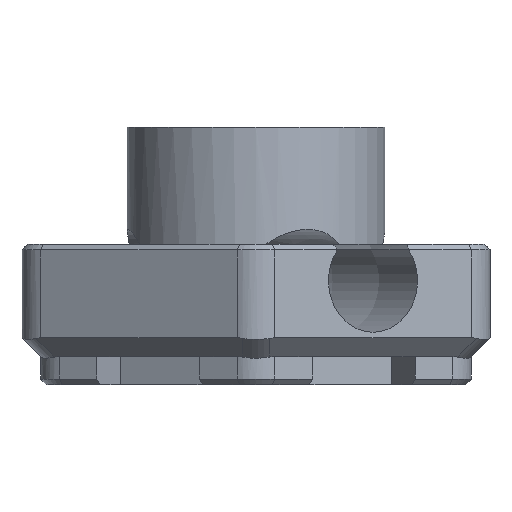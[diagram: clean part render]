
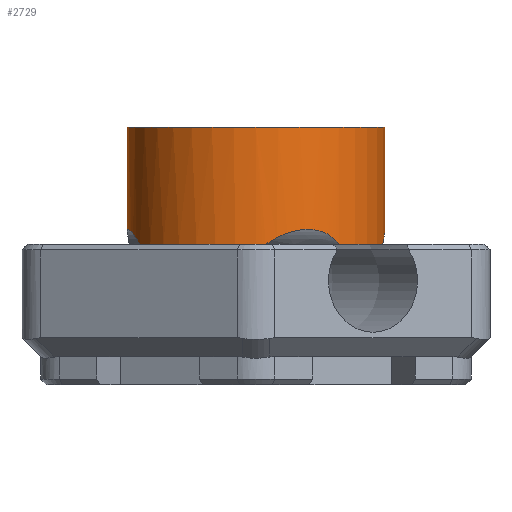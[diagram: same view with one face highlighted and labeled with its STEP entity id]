
A CAD part, left-side view. The second image highlights one B-rep face of the part: STEP entity #2729.
In plain terms, the highlighted cylindrical face has radius 13.75 mm (diameter 27.5 mm), a full revolution.
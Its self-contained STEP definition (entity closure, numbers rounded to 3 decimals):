
#119=LINE('',#4078,#422);
#422=VECTOR('',#3234,13.75);
#725=CYLINDRICAL_SURFACE('',#2959,13.75);
#868=FACE_OUTER_BOUND('',#1029,.T.);
#1029=EDGE_LOOP('',(#1921,#1922,#1923,#1924,#1925,#1926,#1927,#1928,#1929,
#1930,#1931,#1932));
#1194=CIRCLE('',#2956,13.75);
#1196=CIRCLE('',#2958,13.75);
#1197=CIRCLE('',#2960,13.75);
#1198=CIRCLE('',#2961,13.75);
#1199=CIRCLE('',#2962,13.75);
#1200=CIRCLE('',#2963,13.75);
#1238=B_SPLINE_CURVE_WITH_KNOTS('',3,(#4044,#4045,#4046,#4047,#4048,#4049,
#4050,#4051,#4052,#4053),.UNSPECIFIED.,.F.,.F.,(4,2,2,2,4),(0.,
0.21,0.418,0.646,0.948),
 .UNSPECIFIED.);
#1239=B_SPLINE_CURVE_WITH_KNOTS('',3,(#4057,#4058,#4059,#4060,#4061,#4062,
#4063,#4064,#4065,#4066),.UNSPECIFIED.,.F.,.F.,(4,2,2,2,4),(0.,
0.297,0.524,0.708,0.888),
 .UNSPECIFIED.);
#1240=B_SPLINE_CURVE_WITH_KNOTS('',3,(#4081,#4082,#4083,#4084,#4085,#4086,
#4087,#4088,#4089,#4090),.UNSPECIFIED.,.F.,.F.,(4,2,2,2,4),(0.,0.297,
0.524,0.708,0.888),.UNSPECIFIED.);
#1241=B_SPLINE_CURVE_WITH_KNOTS('',3,(#4093,#4094,#4095,#4096,#4097,#4098,
#4099,#4100,#4101,#4102),.UNSPECIFIED.,.F.,.F.,(4,2,2,2,4),(0.,0.21,
0.418,0.646,0.948),.UNSPECIFIED.);
#1250=VERTEX_POINT('',#4042);
#1251=VERTEX_POINT('',#4043);
#1252=VERTEX_POINT('',#4054);
#1253=VERTEX_POINT('',#4056);
#1254=VERTEX_POINT('',#4069);
#1255=VERTEX_POINT('',#4071);
#1256=VERTEX_POINT('',#4075);
#1257=VERTEX_POINT('',#4077);
#1258=VERTEX_POINT('',#4079);
#1259=VERTEX_POINT('',#4092);
#1508=EDGE_CURVE('',#1250,#1251,#1238,.T.);
#1510=EDGE_CURVE('',#1253,#1252,#1239,.T.);
#1512=EDGE_CURVE('',#1254,#1250,#1194,.T.);
#1514=EDGE_CURVE('',#1252,#1255,#1196,.T.);
#1515=EDGE_CURVE('',#1256,#1256,#1197,.T.);
#1516=EDGE_CURVE('',#1256,#1257,#119,.T.);
#1517=EDGE_CURVE('',#1257,#1258,#1198,.T.);
#1518=EDGE_CURVE('',#1258,#1254,#1240,.T.);
#1519=EDGE_CURVE('',#1251,#1253,#1199,.T.);
#1520=EDGE_CURVE('',#1255,#1259,#1241,.T.);
#1521=EDGE_CURVE('',#1259,#1257,#1200,.T.);
#1921=ORIENTED_EDGE('',*,*,#1515,.F.);
#1922=ORIENTED_EDGE('',*,*,#1516,.T.);
#1923=ORIENTED_EDGE('',*,*,#1517,.T.);
#1924=ORIENTED_EDGE('',*,*,#1518,.T.);
#1925=ORIENTED_EDGE('',*,*,#1512,.T.);
#1926=ORIENTED_EDGE('',*,*,#1508,.T.);
#1927=ORIENTED_EDGE('',*,*,#1519,.T.);
#1928=ORIENTED_EDGE('',*,*,#1510,.T.);
#1929=ORIENTED_EDGE('',*,*,#1514,.T.);
#1930=ORIENTED_EDGE('',*,*,#1520,.T.);
#1931=ORIENTED_EDGE('',*,*,#1521,.T.);
#1932=ORIENTED_EDGE('',*,*,#1516,.F.);
#2729=ADVANCED_FACE('',(#868),#725,.T.);
#2956=AXIS2_PLACEMENT_3D('',#4070,#3224,#3225);
#2958=AXIS2_PLACEMENT_3D('',#4073,#3228,#3229);
#2959=AXIS2_PLACEMENT_3D('',#4074,#3230,#3231);
#2960=AXIS2_PLACEMENT_3D('',#4076,#3232,#3233);
#2961=AXIS2_PLACEMENT_3D('',#4080,#3235,#3236);
#2962=AXIS2_PLACEMENT_3D('',#4091,#3237,#3238);
#2963=AXIS2_PLACEMENT_3D('',#4103,#3239,#3240);
#3224=DIRECTION('center_axis',(0.,0.,1.));
#3225=DIRECTION('ref_axis',(1.,0.,0.));
#3228=DIRECTION('center_axis',(0.,0.,1.));
#3229=DIRECTION('ref_axis',(1.,0.,0.));
#3230=DIRECTION('center_axis',(0.,0.,1.));
#3231=DIRECTION('ref_axis',(1.,0.,0.));
#3232=DIRECTION('center_axis',(0.,0.,1.));
#3233=DIRECTION('ref_axis',(1.,0.,0.));
#3234=DIRECTION('',(0.,0.,-1.));
#3235=DIRECTION('center_axis',(0.,0.,1.));
#3236=DIRECTION('ref_axis',(1.,0.,0.));
#3237=DIRECTION('center_axis',(0.,0.,1.));
#3238=DIRECTION('ref_axis',(1.,0.,0.));
#3239=DIRECTION('center_axis',(0.,0.,1.));
#3240=DIRECTION('ref_axis',(1.,0.,0.));
#4042=CARTESIAN_POINT('',(-2.462,-13.528,10.));
#4043=CARTESIAN_POINT('',(5.947,-12.398,10.));
#4044=CARTESIAN_POINT('Ctrl Pts',(-2.462,-13.528,10.));
#4045=CARTESIAN_POINT('Ctrl Pts',(-1.973,-13.617,10.493));
#4046=CARTESIAN_POINT('Ctrl Pts',(-1.392,-13.695,10.884));
#4047=CARTESIAN_POINT('Ctrl Pts',(-0.108,-13.764,
11.425));
#4048=CARTESIAN_POINT('Ctrl Pts',(0.571,-13.756,11.568));
#4049=CARTESIAN_POINT('Ctrl Pts',(2.021,-13.622,11.625));
#4050=CARTESIAN_POINT('Ctrl Pts',(2.768,-13.488,11.516));
#4051=CARTESIAN_POINT('Ctrl Pts',(4.416,-13.058,11.012));
#4052=CARTESIAN_POINT('Ctrl Pts',(5.254,-12.73,10.547));
#4053=CARTESIAN_POINT('Ctrl Pts',(5.947,-12.398,10.));
#4054=CARTESIAN_POINT('',(10.484,8.896,10.));
#4056=CARTESIAN_POINT('',(13.71,1.049,10.));
#4057=CARTESIAN_POINT('Ctrl Pts',(13.71,1.049,10.));
#4058=CARTESIAN_POINT('Ctrl Pts',(13.648,1.853,10.574));
#4059=CARTESIAN_POINT('Ctrl Pts',(13.502,2.793,11.058));
#4060=CARTESIAN_POINT('Ctrl Pts',(13.006,4.529,11.555));
#4061=CARTESIAN_POINT('Ctrl Pts',(12.72,5.284,11.647));
#4062=CARTESIAN_POINT('Ctrl Pts',(12.081,6.599,11.521));
#4063=CARTESIAN_POINT('Ctrl Pts',(11.76,7.149,11.359));
#4064=CARTESIAN_POINT('Ctrl Pts',(11.104,8.131,10.817));
#4065=CARTESIAN_POINT('Ctrl Pts',(10.779,8.549,10.451));
#4066=CARTESIAN_POINT('Ctrl Pts',(10.484,8.896,10.));
#4069=CARTESIAN_POINT('',(-10.484,-8.896,10.));
#4070=CARTESIAN_POINT('Origin',(0.,0.,10.));
#4071=CARTESIAN_POINT('',(2.462,13.528,10.));
#4073=CARTESIAN_POINT('Origin',(0.,0.,10.));
#4074=CARTESIAN_POINT('Origin',(0.,0.,10.));
#4075=CARTESIAN_POINT('',(-13.75,0.,22.5));
#4076=CARTESIAN_POINT('Origin',(0.,0.,22.5));
#4077=CARTESIAN_POINT('',(-13.75,0.,10.));
#4078=CARTESIAN_POINT('',(-13.75,0.,10.));
#4079=CARTESIAN_POINT('',(-13.71,-1.049,10.));
#4080=CARTESIAN_POINT('Origin',(0.,0.,10.));
#4081=CARTESIAN_POINT('Ctrl Pts',(-13.71,-1.049,10.));
#4082=CARTESIAN_POINT('Ctrl Pts',(-13.648,-1.853,10.575));
#4083=CARTESIAN_POINT('Ctrl Pts',(-13.502,-2.793,11.058));
#4084=CARTESIAN_POINT('Ctrl Pts',(-13.006,-4.53,11.555));
#4085=CARTESIAN_POINT('Ctrl Pts',(-12.719,-5.285,11.647));
#4086=CARTESIAN_POINT('Ctrl Pts',(-12.081,-6.599,11.521));
#4087=CARTESIAN_POINT('Ctrl Pts',(-11.76,-7.15,11.359));
#4088=CARTESIAN_POINT('Ctrl Pts',(-11.104,-8.131,10.817));
#4089=CARTESIAN_POINT('Ctrl Pts',(-10.779,-8.549,10.451));
#4090=CARTESIAN_POINT('Ctrl Pts',(-10.484,-8.896,10.));
#4091=CARTESIAN_POINT('Origin',(0.,0.,10.));
#4092=CARTESIAN_POINT('',(-5.947,12.398,10.));
#4093=CARTESIAN_POINT('Ctrl Pts',(2.462,13.528,10.));
#4094=CARTESIAN_POINT('Ctrl Pts',(1.973,13.617,10.494));
#4095=CARTESIAN_POINT('Ctrl Pts',(1.392,13.695,10.885));
#4096=CARTESIAN_POINT('Ctrl Pts',(0.107,13.764,11.425));
#4097=CARTESIAN_POINT('Ctrl Pts',(-0.572,13.756,11.568));
#4098=CARTESIAN_POINT('Ctrl Pts',(-2.022,13.622,11.625));
#4099=CARTESIAN_POINT('Ctrl Pts',(-2.769,13.488,11.515));
#4100=CARTESIAN_POINT('Ctrl Pts',(-4.416,13.058,11.012));
#4101=CARTESIAN_POINT('Ctrl Pts',(-5.254,12.73,10.547));
#4102=CARTESIAN_POINT('Ctrl Pts',(-5.947,12.398,10.));
#4103=CARTESIAN_POINT('Origin',(0.,0.,10.));
